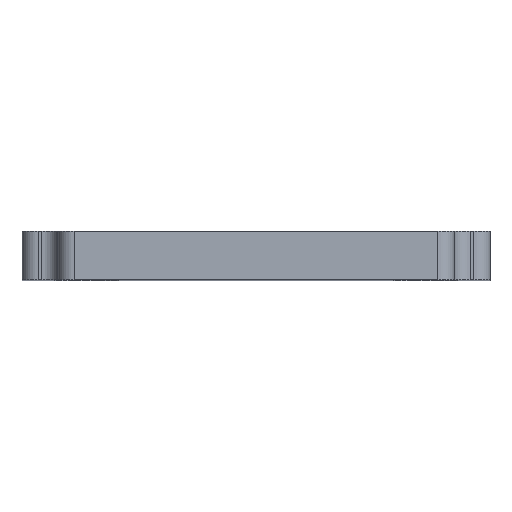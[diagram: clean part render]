
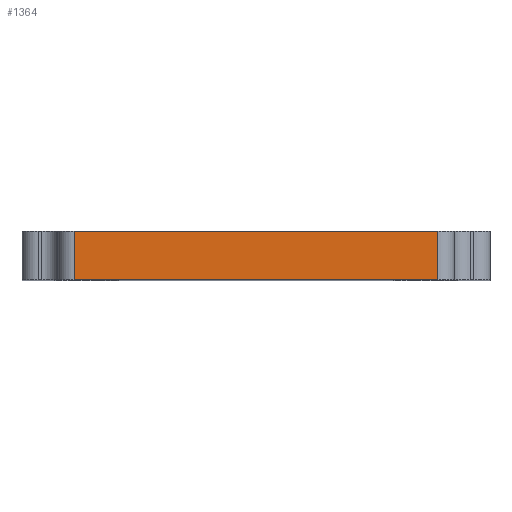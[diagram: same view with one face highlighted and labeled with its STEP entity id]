
A CAD part, top view. The second image highlights one B-rep face of the part: STEP entity #1364.
In plain terms, the highlighted planar face has unit normal (0, 0, 1).
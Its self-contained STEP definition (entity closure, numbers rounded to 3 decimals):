
#7 = CARTESIAN_POINT ( 'NONE',  ( -12.27, 3., 23.32 ) ) ;
#16 = FACE_OUTER_BOUND ( 'NONE', #1464, .T. ) ;
#40 = EDGE_CURVE ( 'NONE', #770, #755, #804, .T. ) ;
#57 = DIRECTION ( 'NONE',  ( 1., 0., 0. ) ) ;
#62 = ORIENTED_EDGE ( 'NONE', *, *, #1369, .T. ) ;
#63 = CARTESIAN_POINT ( 'NONE',  ( 11.27, 0., 23.32 ) ) ;
#87 = EDGE_CURVE ( 'NONE', #1350, #755, #1100, .T. ) ;
#169 = VECTOR ( 'NONE', #1071, 1000. ) ;
#242 = CARTESIAN_POINT ( 'NONE',  ( -11.27, 3., 23.32 ) ) ;
#272 = LINE ( 'NONE', #242, #1152 ) ;
#351 = DIRECTION ( 'NONE',  ( 1., 0., 0. ) ) ;
#358 = AXIS2_PLACEMENT_3D ( 'NONE', #1473, #1459, #397 ) ;
#393 = EDGE_CURVE ( 'NONE', #770, #1500, #272, .T. ) ;
#397 = DIRECTION ( 'NONE',  ( -1., 0., 0. ) ) ;
#443 = VECTOR ( 'NONE', #57, 1000. ) ;
#524 = LINE ( 'NONE', #1109, #443 ) ;
#534 = ORIENTED_EDGE ( 'NONE', *, *, #393, .T. ) ;
#600 = CARTESIAN_POINT ( 'NONE',  ( 11.27, 3., 23.32 ) ) ;
#631 = PLANE ( 'NONE',  #358 ) ;
#755 = VERTEX_POINT ( 'NONE', #1492 ) ;
#770 = VERTEX_POINT ( 'NONE', #910 ) ;
#804 = LINE ( 'NONE', #7, #1024 ) ;
#910 = CARTESIAN_POINT ( 'NONE',  ( -11.27, 3., 23.32 ) ) ;
#1024 = VECTOR ( 'NONE', #351, 1000. ) ;
#1062 = ORIENTED_EDGE ( 'NONE', *, *, #40, .F. ) ;
#1071 = DIRECTION ( 'NONE',  ( 0., 1., 0. ) ) ;
#1086 = ORIENTED_EDGE ( 'NONE', *, *, #87, .T. ) ;
#1100 = LINE ( 'NONE', #600, #169 ) ;
#1109 = CARTESIAN_POINT ( 'NONE',  ( -12.27, 0., 23.32 ) ) ;
#1152 = VECTOR ( 'NONE', #1415, 1000. ) ;
#1244 = CARTESIAN_POINT ( 'NONE',  ( -11.27, 0., 23.32 ) ) ;
#1350 = VERTEX_POINT ( 'NONE', #63 ) ;
#1364 = ADVANCED_FACE ( 'NONE', ( #16 ), #631, .F. ) ;
#1369 = EDGE_CURVE ( 'NONE', #1500, #1350, #524, .T. ) ;
#1415 = DIRECTION ( 'NONE',  ( 0., -1., 0. ) ) ;
#1459 = DIRECTION ( 'NONE',  ( 0., 0., -1. ) ) ;
#1464 = EDGE_LOOP ( 'NONE', ( #1062, #534, #62, #1086 ) ) ;
#1473 = CARTESIAN_POINT ( 'NONE',  ( -12.27, 3., 23.32 ) ) ;
#1492 = CARTESIAN_POINT ( 'NONE',  ( 11.27, 3., 23.32 ) ) ;
#1500 = VERTEX_POINT ( 'NONE', #1244 ) ;
